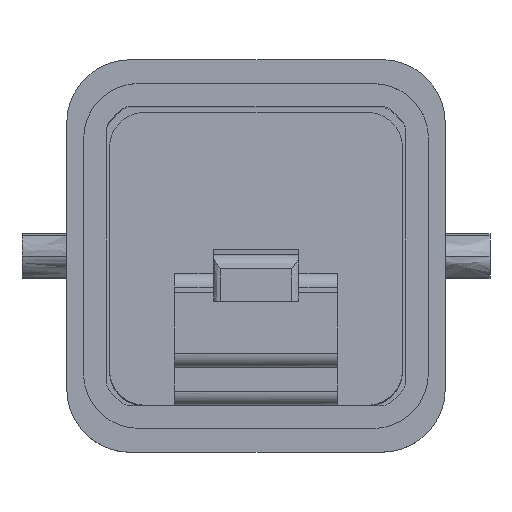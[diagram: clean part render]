
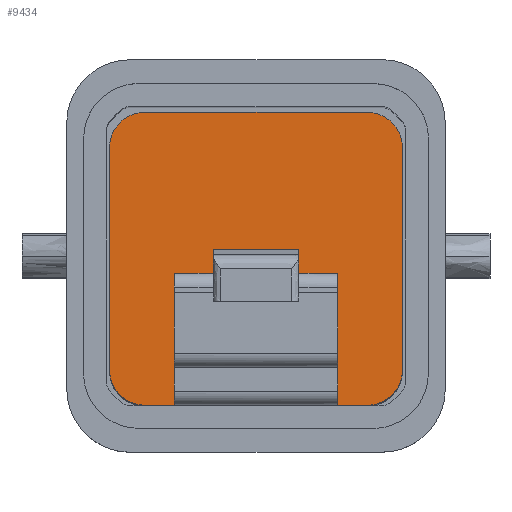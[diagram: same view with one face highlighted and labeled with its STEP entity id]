
A CAD part, top view. The second image highlights one B-rep face of the part: STEP entity #9434.
In plain terms, the highlighted free-form (B-spline) face has degree [1, 1] with [2, 2] control points.
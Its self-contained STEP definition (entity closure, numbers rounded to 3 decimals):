
#8156=CARTESIAN_POINT('V482',(8.2,10.5,
   58.7));
#8157=VERTEX_POINT('V482',#8156);
#8163=CARTESIAN_POINT('V481',(10.7,8.,
   58.7));
#8164=VERTEX_POINT('V481',#8163);
#8165=CARTESIAN_POINT('E722',(8.2,10.5,
   58.7));
#8166=CARTESIAN_POINT('E722',(10.7,10.5,
   58.7));
#8167=CARTESIAN_POINT('E722',(10.7,8.,
   58.7));
#8175=(BOUNDED_CURVE()B_SPLINE_CURVE(2,(#8165,#8166,#8167),
   .CIRCULAR_ARC.,.F.,.U.)CURVE()GEOMETRIC_REPRESENTATION_ITEM()
   QUASI_UNIFORM_CURVE()RATIONAL_B_SPLINE_CURVE((1.0,
   0.707,1.0))REPRESENTATION_ITEM('E722'));
#8176=EDGE_CURVE('E722',#8157,#8164,#8175,.T.);
#8199=CARTESIAN_POINT('V480',(10.7,-7.9,
   58.7));
#8200=VERTEX_POINT('V480',#8199);
#8201=CARTESIAN_POINT('E721',(10.7,8.,
   58.7));
#8202=CARTESIAN_POINT('E721',(10.7,-7.9,
   58.7));
#8203=QUASI_UNIFORM_CURVE('E721',1,(#8201,#8202),.POLYLINE_FORM.,.F.,
   .U.);
#8204=EDGE_CURVE('E721',#8164,#8200,#8203,.T.);
#8244=CARTESIAN_POINT('V479',(8.2,-10.4,
   58.7));
#8245=VERTEX_POINT('V479',#8244);
#8246=CARTESIAN_POINT('E720',(10.7,-7.9,
   58.7));
#8247=CARTESIAN_POINT('E720',(10.7,-10.4,
   58.7));
#8248=CARTESIAN_POINT('E720',(8.2,-10.4,
   58.7));
#8256=(BOUNDED_CURVE()B_SPLINE_CURVE(2,(#8246,#8247,#8248),
   .CIRCULAR_ARC.,.F.,.U.)CURVE()GEOMETRIC_REPRESENTATION_ITEM()
   QUASI_UNIFORM_CURVE()RATIONAL_B_SPLINE_CURVE((1.0,
   0.707,1.0))REPRESENTATION_ITEM('E720'));
#8257=EDGE_CURVE('E720',#8200,#8245,#8256,.T.);
#8287=CARTESIAN_POINT('V478',(6.07,-10.4,
   58.7));
#8288=VERTEX_POINT('V478',#8287);
#8289=CARTESIAN_POINT('E719',(8.2,-10.4,
   58.7));
#8290=CARTESIAN_POINT('E719',(6.07,-10.4,
   58.7));
#8291=B_SPLINE_CURVE_WITH_KNOTS('E719',1,(#8289,#8290),
   .POLYLINE_FORM.,.F.,.U.,(2,2),(0.0,0.134),
   .UNSPECIFIED.);
#8292=EDGE_CURVE('E719',#8245,#8288,#8291,.T.);
#8308=CARTESIAN_POINT('V487',(-5.57,-10.4,
   58.7));
#8309=VERTEX_POINT('V487',#8308);
#8315=CARTESIAN_POINT('V486',(-7.7,-10.4,
   58.7));
#8316=VERTEX_POINT('V486',#8315);
#8317=CARTESIAN_POINT('E727',(-5.57,-10.4,
   58.7));
#8318=CARTESIAN_POINT('E727',(-7.7,-10.4,
   58.7));
#8319=B_SPLINE_CURVE_WITH_KNOTS('E727',1,(#8317,#8318),
   .POLYLINE_FORM.,.F.,.U.,(2,2),(0.866,1.0),
   .UNSPECIFIED.);
#8320=EDGE_CURVE('E727',#8309,#8316,#8319,.T.);
#9105=CARTESIAN_POINT('V477',(6.07,-1.,
   58.7));
#9106=VERTEX_POINT('V477',#9105);
#9107=CARTESIAN_POINT('E718',(6.07,-1.,
   58.7));
#9108=CARTESIAN_POINT('E718',(6.07,-10.4,
   58.7));
#9109=QUASI_UNIFORM_CURVE('E718',1,(#9107,#9108),.POLYLINE_FORM.,.F.,
   .U.);
#9110=EDGE_CURVE('E718',#9106,#8288,#9109,.T.);
#9165=CARTESIAN_POINT('V476',(-5.57,-1.,
   58.7));
#9166=VERTEX_POINT('V476',#9165);
#9172=CARTESIAN_POINT('E728',(-5.57,-10.4,
   58.7));
#9173=CARTESIAN_POINT('E728',(-5.57,-1.,
   58.7));
#9174=QUASI_UNIFORM_CURVE('E728',1,(#9172,#9173),.POLYLINE_FORM.,.F.,
   .U.);
#9175=EDGE_CURVE('E728',#8309,#9166,#9174,.T.);
#9366=CARTESIAN_POINT('E717',(-5.57,-1.,
   58.7));
#9367=CARTESIAN_POINT('E717',(6.07,-1.,
   58.7));
#9368=QUASI_UNIFORM_CURVE('E717',1,(#9366,#9367),.POLYLINE_FORM.,.F.,
   .U.);
#9369=EDGE_CURVE('E717',#9166,#9106,#9368,.T.);
#9377=CARTESIAN_POINT('F266',(11.745,11.545,
   58.7));
#9378=CARTESIAN_POINT('F266',(-11.245,11.545,
   58.7));
#9379=CARTESIAN_POINT('F266',(11.745,-11.445,
   58.7));
#9380=CARTESIAN_POINT('F266',(-11.245,
   -11.445,58.7));
#9381=QUASI_UNIFORM_SURFACE('F266',1,1,((#9377,#9379),(#9378,
   #9380)),.PLANE_SURF.,.F.,.F.,.U.);
#9382=ORIENTED_EDGE('E717',*,*,#9369,.T.);
#9383=ORIENTED_EDGE('E718',*,*,#9110,.T.);
#9384=ORIENTED_EDGE('E719',*,*,#8292,.F.);
#9385=ORIENTED_EDGE('E720',*,*,#8257,.F.);
#9386=ORIENTED_EDGE('E721',*,*,#8204,.F.);
#9387=ORIENTED_EDGE('E722',*,*,#8176,.F.);
#9388=CARTESIAN_POINT('V483',(-7.7,10.5,
   58.7));
#9389=VERTEX_POINT('V483',#9388);
#9390=CARTESIAN_POINT('E723',(-7.7,10.5,
   58.7));
#9391=CARTESIAN_POINT('E723',(8.2,10.5,
   58.7));
#9392=QUASI_UNIFORM_CURVE('E723',1,(#9390,#9391),.POLYLINE_FORM.,.F.,
   .U.);
#9393=EDGE_CURVE('E723',#9389,#8157,#9392,.T.);
#9394=ORIENTED_EDGE('E723',*,*,#9393,.F.);
#9395=CARTESIAN_POINT('V484',(-10.2,8.,
   58.7));
#9396=VERTEX_POINT('V484',#9395);
#9397=CARTESIAN_POINT('E724',(-10.2,8.,
   58.7));
#9398=CARTESIAN_POINT('E724',(-10.2,10.5,
   58.7));
#9399=CARTESIAN_POINT('E724',(-7.7,10.5,
   58.7));
#9407=(BOUNDED_CURVE()B_SPLINE_CURVE(2,(#9397,#9398,#9399),
   .CIRCULAR_ARC.,.F.,.U.)CURVE()GEOMETRIC_REPRESENTATION_ITEM()
   QUASI_UNIFORM_CURVE()RATIONAL_B_SPLINE_CURVE((1.0,
   0.707,1.0))REPRESENTATION_ITEM('E724'));
#9408=EDGE_CURVE('E724',#9396,#9389,#9407,.T.);
#9409=ORIENTED_EDGE('E724',*,*,#9408,.F.);
#9410=CARTESIAN_POINT('V485',(-10.2,-7.9,
   58.7));
#9411=VERTEX_POINT('V485',#9410);
#9412=CARTESIAN_POINT('E725',(-10.2,-7.9,
   58.7));
#9413=CARTESIAN_POINT('E725',(-10.2,8.,
   58.7));
#9414=QUASI_UNIFORM_CURVE('E725',1,(#9412,#9413),.POLYLINE_FORM.,.F.,
   .U.);
#9415=EDGE_CURVE('E725',#9411,#9396,#9414,.T.);
#9416=ORIENTED_EDGE('E725',*,*,#9415,.F.);
#9417=CARTESIAN_POINT('E726',(-7.7,-10.4,
   58.7));
#9418=CARTESIAN_POINT('E726',(-10.2,
   -10.4,58.7));
#9419=CARTESIAN_POINT('E726',(-10.2,-7.9,
   58.7));
#9427=(BOUNDED_CURVE()B_SPLINE_CURVE(2,(#9417,#9418,#9419),
   .CIRCULAR_ARC.,.F.,.U.)CURVE()GEOMETRIC_REPRESENTATION_ITEM()
   QUASI_UNIFORM_CURVE()RATIONAL_B_SPLINE_CURVE((1.0,
   0.707,1.0))REPRESENTATION_ITEM('E726'));
#9428=EDGE_CURVE('E726',#8316,#9411,#9427,.T.);
#9429=ORIENTED_EDGE('E726',*,*,#9428,.F.);
#9430=ORIENTED_EDGE('E727',*,*,#8320,.F.);
#9431=ORIENTED_EDGE('E728',*,*,#9175,.T.);
#9432=EDGE_LOOP('F266',(#9382,#9383,#9384,#9385,#9386,#9387,#9394,
   #9409,#9416,#9429,#9430,#9431));
#9433=FACE_OUTER_BOUND('F266',#9432,.T.);
#9434=ADVANCED_FACE('F266',(#9433),#9381,.T.);
